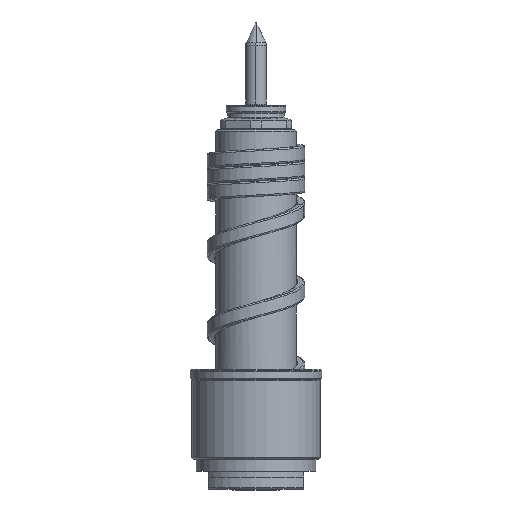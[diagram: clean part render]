
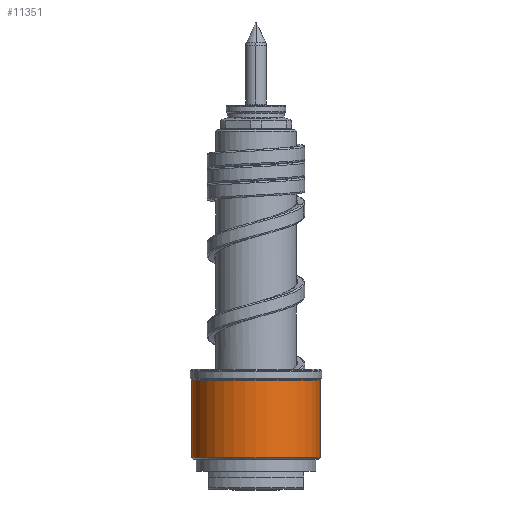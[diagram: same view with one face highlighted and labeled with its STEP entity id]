
A CAD part, front view. The second image highlights one B-rep face of the part: STEP entity #11351.
In plain terms, the highlighted cylindrical face has radius 21.5 mm (diameter 43 mm), a partial arc.
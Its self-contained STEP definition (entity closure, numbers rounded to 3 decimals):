
#3450=CARTESIAN_POINT('',(0.,0.,10.583));
#3451=DIRECTION('',(0.,0.,1.));
#3452=DIRECTION('',(-1.,0.,0.));
#3453=AXIS2_PLACEMENT_3D('',#3450,#3451,#3452);
#3455=DIRECTION('',(0.,0.,-1.));
#3456=VECTOR('',#3455,25.834);
#3457=CARTESIAN_POINT('',(-21.5,0.,36.417));
#3458=LINE('',#3457,#3456);
#3459=CARTESIAN_POINT('',(0.,0.,36.417));
#3460=DIRECTION('',(0.,0.,1.));
#3461=DIRECTION('',(-1.,0.,0.));
#3462=AXIS2_PLACEMENT_3D('',#3459,#3460,#3461);
#3464=DIRECTION('',(0.,0.,-1.));
#3465=VECTOR('',#3464,25.834);
#3466=CARTESIAN_POINT('',(21.5,0.,36.417));
#3467=LINE('',#3466,#3465);
#6392=CARTESIAN_POINT('',(21.5,0.,36.417));
#6393=CARTESIAN_POINT('',(-21.5,0.,36.417));
#6394=VERTEX_POINT('',#6392);
#6395=VERTEX_POINT('',#6393);
#6418=CARTESIAN_POINT('',(21.5,0.,10.583));
#6419=VERTEX_POINT('',#6418);
#6420=CARTESIAN_POINT('',(-21.5,0.,10.583));
#6421=VERTEX_POINT('',#6420);
#11339=CARTESIAN_POINT('',(0.,0.,8.5));
#11340=DIRECTION('',(0.,0.,1.));
#11341=DIRECTION('',(-1.,0.,0.));
#11342=AXIS2_PLACEMENT_3D('',#11339,#11340,#11341);
#11343=CYLINDRICAL_SURFACE('',#11342,21.5);
#11344=ORIENTED_EDGE('',*,*,#9400,.F.);
#11345=ORIENTED_EDGE('',*,*,#9381,.F.);
#11347=ORIENTED_EDGE('',*,*,#11346,.T.);
#11348=ORIENTED_EDGE('',*,*,#9377,.T.);
#11349=EDGE_LOOP('',(#11344,#11345,#11347,#11348));
#11350=FACE_OUTER_BOUND('',#11349,.F.);
#3454=CIRCLE('',#3453,21.5);
#3463=CIRCLE('',#3462,21.5);
#9377=EDGE_CURVE('',#6394,#6419,#3467,.T.);
#9381=EDGE_CURVE('',#6395,#6421,#3458,.T.);
#9400=EDGE_CURVE('',#6421,#6419,#3454,.T.);
#11346=EDGE_CURVE('',#6395,#6394,#3463,.T.);
#11351=ADVANCED_FACE('',(#11350),#11343,.T.);
